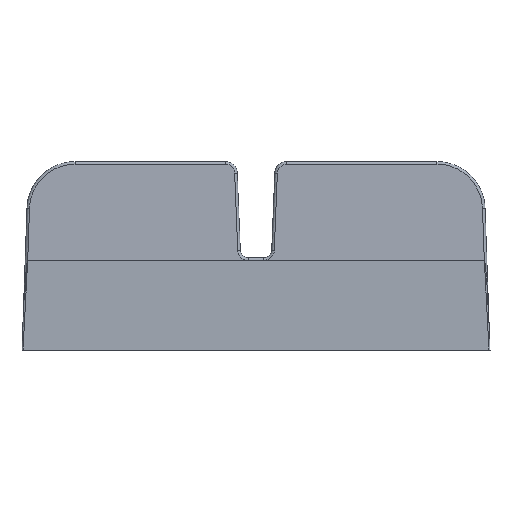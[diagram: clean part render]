
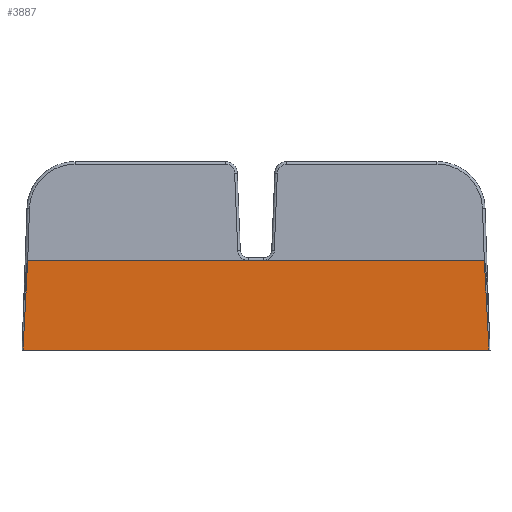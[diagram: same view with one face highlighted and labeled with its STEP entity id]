
A CAD part, top view. The second image highlights one B-rep face of the part: STEP entity #3887.
In plain terms, the highlighted planar face has unit normal (0, 0, 1).
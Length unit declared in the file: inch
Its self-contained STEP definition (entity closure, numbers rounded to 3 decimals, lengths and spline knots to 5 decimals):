
#592 = VECTOR ( 'NONE', #19577, 39.37008 ) ;
#741 = CARTESIAN_POINT ( 'NONE',  ( 1.78963, 0.72623, 0.4875 ) ) ;
#988 = VERTEX_POINT ( 'NONE', #18595 ) ;
#1963 = AXIS2_PLACEMENT_3D ( 'NONE', #13814, #23074, #12042 ) ;
#2618 = CARTESIAN_POINT ( 'NONE',  ( 1.78067, 0.6965, 0.4875 ) ) ;
#3049 = ORIENTED_EDGE ( 'NONE', *, *, #14061, .T. ) ;
#3183 = VERTEX_POINT ( 'NONE', #18842 ) ;
#3410 = FACE_OUTER_BOUND ( 'NONE', #4054, .T. ) ;
#3583 = ORIENTED_EDGE ( 'NONE', *, *, #11905, .T. ) ;
#3589 = CARTESIAN_POINT ( 'NONE',  ( -1.78067, 0.6965, 0.4875 ) ) ;
#3887 = ADVANCED_FACE ( 'NONE', ( #3410 ), #10195, .F. ) ;
#4054 = EDGE_LOOP ( 'NONE', ( #3049, #23154, #15444, #3583, #13137, #5008 ) ) ;
#4343 = DIRECTION ( 'NONE',  ( -0.035, -0.999, 0. ) ) ;
#4346 = VERTEX_POINT ( 'NONE', #4629 ) ;
#4629 = CARTESIAN_POINT ( 'NONE',  ( 1.81067, 0.12386, 0.4875 ) ) ;
#5008 = ORIENTED_EDGE ( 'NONE', *, *, #14910, .T. ) ;
#5369 = LINE ( 'NONE', #741, #15138 ) ;
#5436 = VECTOR ( 'NONE', #10635, 39.37008 ) ;
#6386 = EDGE_CURVE ( 'NONE', #4346, #3183, #14945, .T. ) ;
#8557 = CARTESIAN_POINT ( 'NONE',  ( -1.81067, 0.12386, 0.4875 ) ) ;
#8629 = LINE ( 'NONE', #15336, #22729 ) ;
#9152 = VERTEX_POINT ( 'NONE', #19507 ) ;
#9497 =( BOUNDED_CURVE ( )  B_SPLINE_CURVE ( 3, ( #19588, #12173, #23202, #8557 ),
 .UNSPECIFIED., .F., .F. ) 
 B_SPLINE_CURVE_WITH_KNOTS ( ( 4, 4 ),
 ( 0.00061, 1.5708 ),
 .UNSPECIFIED. ) 
 CURVE ( )  GEOMETRIC_REPRESENTATION_ITEM ( )  RATIONAL_B_SPLINE_CURVE ( ( 1., 0.805, 0.805, 1. ) ) 
 REPRESENTATION_ITEM ( '' )  );
#9996 = DIRECTION ( 'NONE',  ( -0.035, 0.999, 0. ) ) ;
#10195 = PLANE ( 'NONE',  #1963 ) ;
#10635 = DIRECTION ( 'NONE',  ( 1., 0., 0. ) ) ;
#11765 = CARTESIAN_POINT ( 'NONE',  ( 1.79895, 0.45935, 0.4875 ) ) ;
#11905 = EDGE_CURVE ( 'NONE', #988, #4346, #5369, .T. ) ;
#12042 = DIRECTION ( 'NONE',  ( -1., 0., 0. ) ) ;
#12164 = CARTESIAN_POINT ( 'NONE',  ( -1.78067, 0.6965, 0.4875 ) ) ;
#12173 = CARTESIAN_POINT ( 'NONE',  ( -1.78653, 0.6965, 0.4875 ) ) ;
#12736 = CARTESIAN_POINT ( 'NONE',  ( -1.81067, 0.12386, 0.4875 ) ) ;
#13137 = ORIENTED_EDGE ( 'NONE', *, *, #6386, .T. ) ;
#13613 = CARTESIAN_POINT ( 'NONE',  ( 1.78653, 0.6965, 0.4875 ) ) ;
#13814 = CARTESIAN_POINT ( 'NONE',  ( -1.825, 0.6, 0.4875 ) ) ;
#14061 = EDGE_CURVE ( 'NONE', #19691, #22997, #9497, .T. ) ;
#14910 = EDGE_CURVE ( 'NONE', #3183, #19691, #19612, .T. ) ;
#14945 =( BOUNDED_CURVE ( )  B_SPLINE_CURVE ( 3, ( #22803, #11765, #13613, #2618 ),
 .UNSPECIFIED., .F., .F. ) 
 B_SPLINE_CURVE_WITH_KNOTS ( ( 4, 4 ),
 ( 1.5708, 3.14098 ),
 .UNSPECIFIED. ) 
 CURVE ( )  GEOMETRIC_REPRESENTATION_ITEM ( )  RATIONAL_B_SPLINE_CURVE ( ( 1., 0.805, 0.805, 1. ) ) 
 REPRESENTATION_ITEM ( '' )  );
#15138 = VECTOR ( 'NONE', #9996, 39.37008 ) ;
#15336 = CARTESIAN_POINT ( 'NONE',  ( -1.79408, 0.59892, 0.4875 ) ) ;
#15444 = ORIENTED_EDGE ( 'NONE', *, *, #16199, .T. ) ;
#16199 = EDGE_CURVE ( 'NONE', #9152, #988, #19562, .T. ) ;
#18595 = CARTESIAN_POINT ( 'NONE',  ( 1.81499, 0., 0.4875 ) ) ;
#18842 = CARTESIAN_POINT ( 'NONE',  ( 1.78067, 0.6965, 0.4875 ) ) ;
#19285 = EDGE_CURVE ( 'NONE', #22997, #9152, #8629, .T. ) ;
#19507 = CARTESIAN_POINT ( 'NONE',  ( -1.81499, 0., 0.4875 ) ) ;
#19562 = LINE ( 'NONE', #23519, #5436 ) ;
#19577 = DIRECTION ( 'NONE',  ( -1., 0., 0. ) ) ;
#19588 = CARTESIAN_POINT ( 'NONE',  ( -1.78067, 0.6965, 0.4875 ) ) ;
#19612 = LINE ( 'NONE', #12164, #592 ) ;
#19691 = VERTEX_POINT ( 'NONE', #3589 ) ;
#22729 = VECTOR ( 'NONE', #4343, 39.37008 ) ;
#22803 = CARTESIAN_POINT ( 'NONE',  ( 1.81067, 0.12386, 0.4875 ) ) ;
#22997 = VERTEX_POINT ( 'NONE', #12736 ) ;
#23074 = DIRECTION ( 'NONE',  ( 0., 0., -1. ) ) ;
#23154 = ORIENTED_EDGE ( 'NONE', *, *, #19285, .T. ) ;
#23202 = CARTESIAN_POINT ( 'NONE',  ( -1.79895, 0.45935, 0.4875 ) ) ;
#23519 = CARTESIAN_POINT ( 'NONE',  ( -1.825, 0., 0.4875 ) ) ;
